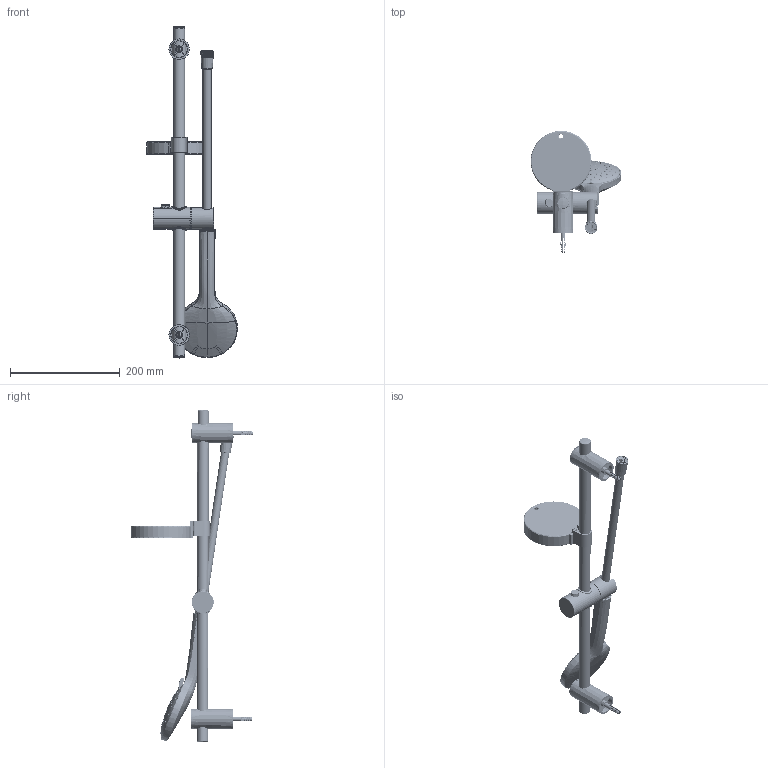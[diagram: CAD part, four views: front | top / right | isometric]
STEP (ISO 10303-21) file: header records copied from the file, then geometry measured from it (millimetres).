
FILE_DESCRIPTION((''),'2;1');
FILE_NAME('M50526-793-002_ASM','2022-08-24T11:24:47',('guida_fang'),(''),'CREO PARAMETRIC BY PTC INC, 2021023','CREO PARAMETRIC BY PTC INC, 2021023','');
FILE_SCHEMA(('CONFIG_CONTROL_DESIGN'));
Length unit declared in the file: millimetre
Products named in the file (20): M50520-068; M50520-011; M50520-012; M50020-032; M50020-003; M50330-013; H21235-401; H21085-101; H21235_ASM; M50020-029; M50020-042; P80300-001_74; P80300-002_9; P80300-003_1; P80300-004_1; P80300-005_ASM_1_ASM; P80300-011_ASM_1_ASM; P80300_ASM_1_ASM; P80300_ASM_ASM; M50526-793-002_ASM
Assembly tree (24 placements, depth 6):
  M50526-793-002_ASM
    M50520-068
    M50520-011  x2
    M50520-012  x2
    M50020-032
    M50020-003  x2
    M50330-013  x2
    H21235_ASM
      H21235-401
      H21085-101  x2
    M50020-029
    M50020-042
    P80300_ASM_ASM
      P80300_ASM_1_ASM
        P80300-001_74
        P80300-002_9
        P80300-011_ASM_1_ASM
          P80300-005_ASM_1_ASM
            P80300-003_1
            P80300-004_1
Bounding box: 164.9 x 222.39 x 604 mm (x, y, z)
Volume: 362573.6 mm3; surface area: 370195.8 mm2
Topology: 27 solids, 27 shells, 3964 faces, 10535 edges, 6746 vertices
Faces by surface type: plane 921, bspline 886, cylinder 878, cone 635, torus 502, sphere 99, extrusion 23, revolution 20
Entity records: 205223 total; most frequent: CARTESIAN_POINT 123483, ORIENTED_EDGE 19122, DIRECTION 13941, EDGE_CURVE 9561, VERTEX_POINT 6159, AXIS2_PLACEMENT_3D 5662, B_SPLINE_CURVE_WITH_KNOTS 4126, EDGE_LOOP 4092
